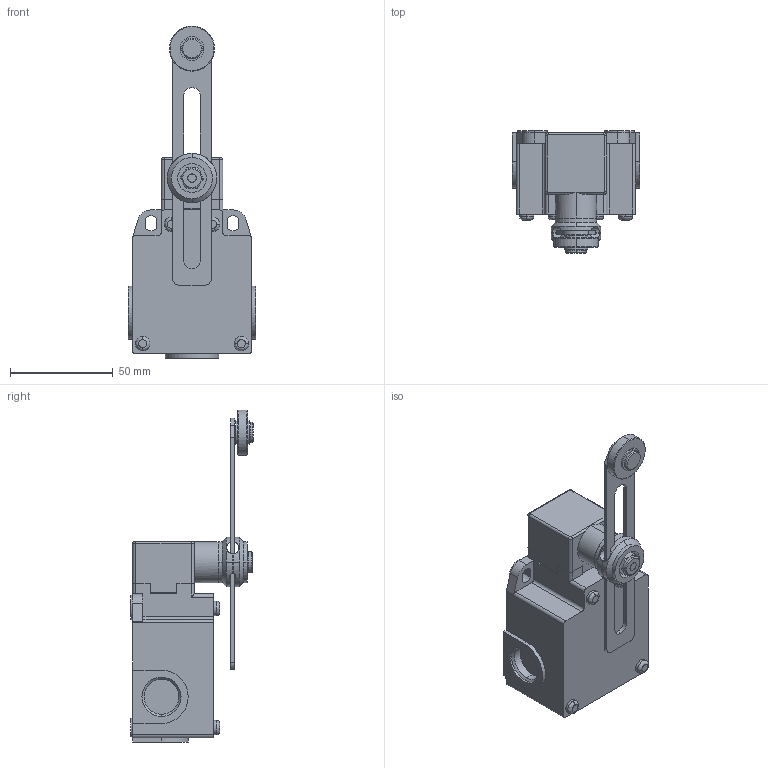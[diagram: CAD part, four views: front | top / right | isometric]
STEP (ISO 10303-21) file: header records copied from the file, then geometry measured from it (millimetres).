
FILE_DESCRIPTION (( 'STEP AP214' ), '1' );
FILE_NAME ('ABM6E52Z11.step', '2017-12-19T21:06:14', ( '' ), ( '' ), 'SwSTEP 2.0', 'SolidWorks 2017', '' );
FILE_SCHEMA (( 'AUTOMOTIVE_DESIGN' ));
Length unit declared in the file: inch
Products named in the file (1): ABM6E52Z11
Bounding box: 62 x 59.7 x 161.5 mm (x, y, z)
Volume: 183795.7 mm3; surface area: 34618.9 mm2
Topology: 5 solids, 5 shells, 298 faces, 752 edges, 487 vertices
Faces by surface type: plane 140, cylinder 113, cone 31, bspline 10, torus 4
Entity records: 13269 total; most frequent: CARTESIAN_POINT 2004, DIRECTION 1577, ORIENTED_EDGE 1504, EDGE_CURVE 752, AXIS2_PLACEMENT_3D 590, VERTEX_POINT 487, VECTOR 397, LINE 397
